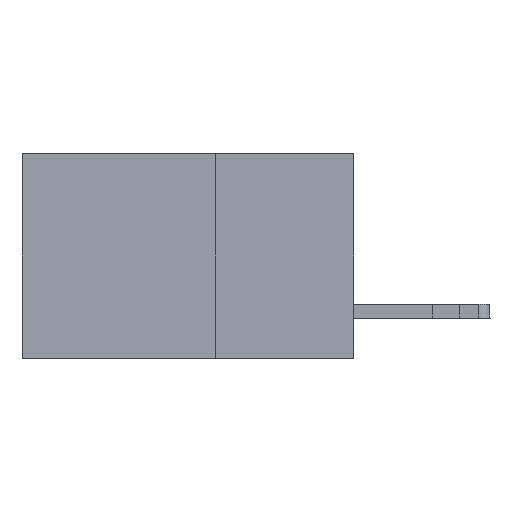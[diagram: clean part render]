
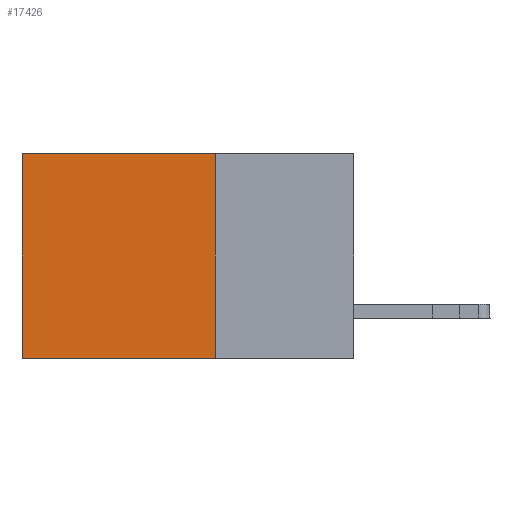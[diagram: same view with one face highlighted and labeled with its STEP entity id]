
A CAD part, left-side view. The second image highlights one B-rep face of the part: STEP entity #17426.
In plain terms, the highlighted planar face has unit normal (-1, 0, 0).
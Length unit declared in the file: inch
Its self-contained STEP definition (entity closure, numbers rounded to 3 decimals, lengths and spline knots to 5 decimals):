
#471 = CARTESIAN_POINT ( 'NONE',  ( 0.2875, 0.6, 0. ) ) ;
#995 = EDGE_CURVE ( 'NONE', #6173, #6868, #13534, .T. ) ;
#1237 = CARTESIAN_POINT ( 'NONE',  ( 0.2875, 0.25, 0. ) ) ;
#4147 = EDGE_CURVE ( 'NONE', #6485, #13041, #11293, .T. ) ;
#4203 = DIRECTION ( 'NONE',  ( 1., 0., 0. ) ) ;
#5392 = ORIENTED_EDGE ( 'NONE', *, *, #17222, .F. ) ;
#6173 = VERTEX_POINT ( 'NONE', #471 ) ;
#6485 = VERTEX_POINT ( 'NONE', #18057 ) ;
#6868 = VERTEX_POINT ( 'NONE', #15560 ) ;
#7149 = VECTOR ( 'NONE', #8207, 39.37008 ) ;
#7194 = DIRECTION ( 'NONE',  ( 0., 1., 0. ) ) ;
#7774 = CARTESIAN_POINT ( 'NONE',  ( 0.2875, 0.25, 0. ) ) ;
#7873 = LINE ( 'NONE', #7774, #9058 ) ;
#8094 = CARTESIAN_POINT ( 'NONE',  ( 0.2875, 0.25, 0. ) ) ;
#8207 = DIRECTION ( 'NONE',  ( 0., 0., -1. ) ) ;
#8271 = CARTESIAN_POINT ( 'NONE',  ( 0.2875, 0.25, -0.37 ) ) ;
#9058 = VECTOR ( 'NONE', #18811, 39.37008 ) ;
#9932 = LINE ( 'NONE', #8271, #11608 ) ;
#10272 = CARTESIAN_POINT ( 'NONE',  ( 0.2875, 0.25, -0.37 ) ) ;
#10502 = DIRECTION ( 'NONE',  ( 0., 0., -1. ) ) ;
#11293 = LINE ( 'NONE', #8094, #7149 ) ;
#11336 = ORIENTED_EDGE ( 'NONE', *, *, #995, .T. ) ;
#11608 = VECTOR ( 'NONE', #7194, 39.37008 ) ;
#13003 = VECTOR ( 'NONE', #16719, 39.37008 ) ;
#13041 = VERTEX_POINT ( 'NONE', #10272 ) ;
#13534 = LINE ( 'NONE', #15075, #13003 ) ;
#15075 = CARTESIAN_POINT ( 'NONE',  ( 0.2875, 0.6, 0. ) ) ;
#15102 = EDGE_LOOP ( 'NONE', ( #11336, #5392, #15715, #17907 ) ) ;
#15340 = PLANE ( 'NONE',  #15522 ) ;
#15522 = AXIS2_PLACEMENT_3D ( 'NONE', #1237, #4203, #10502 ) ;
#15560 = CARTESIAN_POINT ( 'NONE',  ( 0.2875, 0.6, -0.37 ) ) ;
#15715 = ORIENTED_EDGE ( 'NONE', *, *, #4147, .F. ) ;
#16667 = EDGE_CURVE ( 'NONE', #6485, #6173, #7873, .T. ) ;
#16719 = DIRECTION ( 'NONE',  ( 0., 0., -1. ) ) ;
#17222 = EDGE_CURVE ( 'NONE', #13041, #6868, #9932, .T. ) ;
#17426 = ADVANCED_FACE ( 'NONE', ( #18335 ), #15340, .F. ) ;
#17907 = ORIENTED_EDGE ( 'NONE', *, *, #16667, .T. ) ;
#18057 = CARTESIAN_POINT ( 'NONE',  ( 0.2875, 0.25, 0. ) ) ;
#18335 = FACE_OUTER_BOUND ( 'NONE', #15102, .T. ) ;
#18811 = DIRECTION ( 'NONE',  ( 0., 1., 0. ) ) ;
